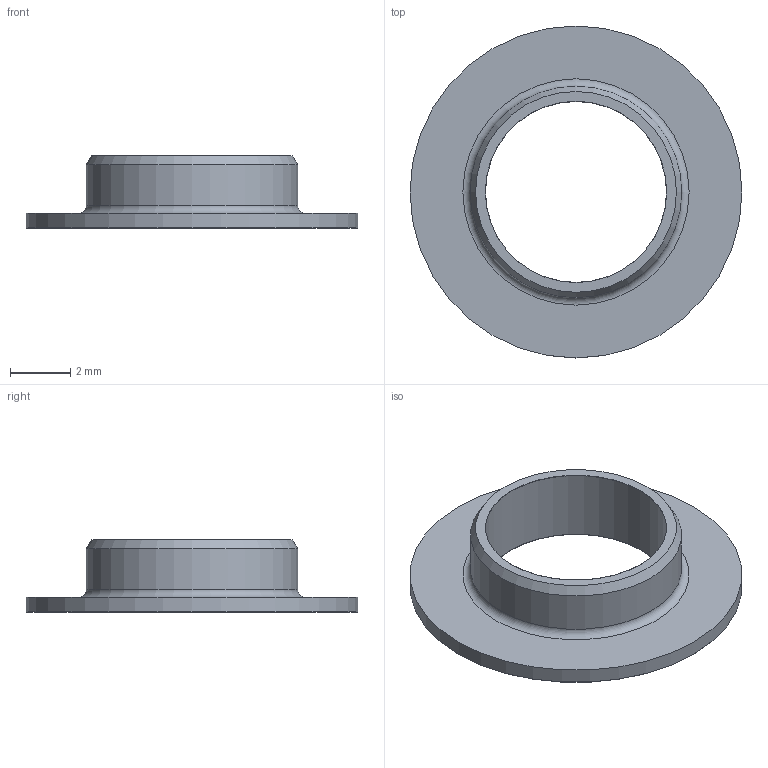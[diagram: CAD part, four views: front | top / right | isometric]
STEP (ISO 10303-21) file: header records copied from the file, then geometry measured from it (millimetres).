
FILE_DESCRIPTION(/* description */ ('FreeCAD Model'),/* implementation_level */ '2;1');
FILE_NAME(/* name */ 'ibh_GFM-0607-024_2025411_1214_model.stp',/* time_stamp */ '2025-08-07T17:58:48+02:00',/* author */ ('roone'),/* organization */ (''),/* preprocessor_version */ 'ST-DEVELOPER v20',/* originating_system */ 'Autodesk Inventor 2025',/* authorisation */ 'Unknown');
FILE_SCHEMA (('AUTOMOTIVE_DESIGN { 1 0 10303 214 3 1 1 }'));
Length unit declared in the file: millimetre
Products named in the file (1): ibh_GFM-0607-024_2025411_1214_model
Bounding box: 11 x 11 x 2.4 mm (x, y, z)
Volume: 52.5 mm3; surface area: 232.3 mm2
Topology: 1 solids, 1 shells, 11 faces, 19 edges, 11 vertices
Faces by surface type: cone 4, plane 3, cylinder 3, torus 1
Full cylindrical faces by diameter (mm): 6 x1, 7 x1, 11 x1
Entity records: 312 total; most frequent: DIRECTION 55, CARTESIAN_POINT 42, ORIENTED_EDGE 38, AXIS2_PLACEMENT_3D 24, EDGE_CURVE 19, EDGE_LOOP 14, CIRCLE 12, FACE_OUTER_BOUND 11
